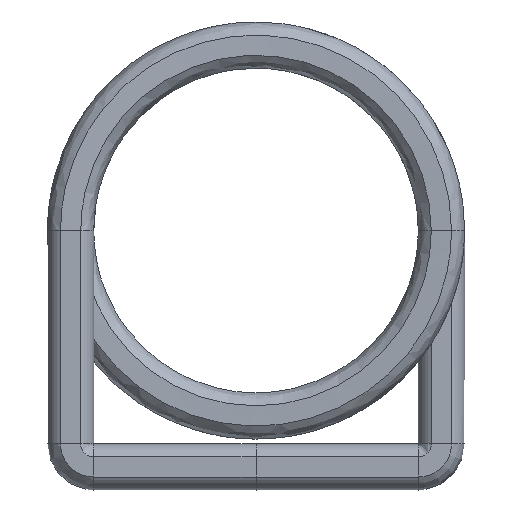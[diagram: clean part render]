
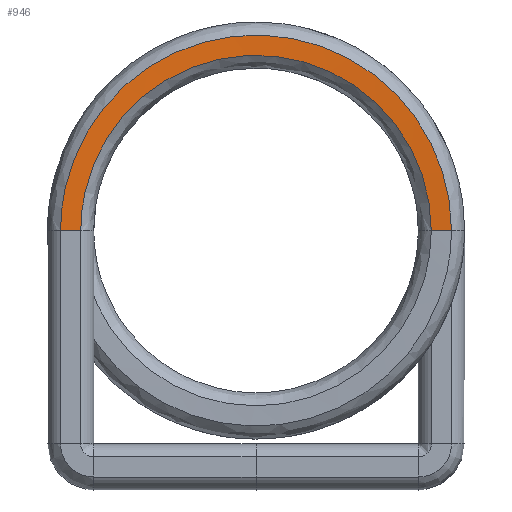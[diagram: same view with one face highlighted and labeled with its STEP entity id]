
A CAD part, left-side view. The second image highlights one B-rep face of the part: STEP entity #946.
In plain terms, the highlighted free-form (B-spline) face has degree [1, 8] with [2, 15] control points.
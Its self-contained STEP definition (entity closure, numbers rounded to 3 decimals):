
#83 = VERTEX_POINT('',#84);
#84 = CARTESIAN_POINT('',(-5.175,2.,2.8));
#134 = VERTEX_POINT('',#135);
#135 = CARTESIAN_POINT('',(-4.934,-2.109,
    2.8));
#145 = EDGE_CURVE('',#134,#146,#148,.T.);
#146 = VERTEX_POINT('',#147);
#147 = CARTESIAN_POINT('',(-5.175,2.109,2.8
    ));
#148 = ( BOUNDED_CURVE() B_SPLINE_CURVE(9,(#149,#150,#151,#152,#153,#154
    ,#155,#156,#157,#158,#159,#160,#161,#162,#163,#164,#165),
.UNSPECIFIED.,.F.,.F.) B_SPLINE_CURVE_WITH_KNOTS((10,7,10),(0.,
1.575,3.151),.UNSPECIFIED.) CURVE() 
GEOMETRIC_REPRESENTATION_ITEM() RATIONAL_B_SPLINE_CURVE((1.065,
    1.065,1.065,1.065,1.065,
    1.065,1.065,1.065,1.065,
    1.065,1.065,1.065,1.065,
    1.065,1.065,1.065,1.065)) 
REPRESENTATION_ITEM('') );
#149 = CARTESIAN_POINT('',(-4.934,-2.109,
    2.8));
#150 = CARTESIAN_POINT('',(-4.947,-2.109,
    3.168));
#151 = CARTESIAN_POINT('',(-4.96,-2.037,
    3.536));
#152 = CARTESIAN_POINT('',(-4.974,-1.892,3.888)
  );
#153 = CARTESIAN_POINT('',(-4.987,-1.68,4.207
    ));
#154 = CARTESIAN_POINT('',(-5.001,-1.407,
    4.48));
#155 = CARTESIAN_POINT('',(-5.014,-1.088,
    4.692));
#156 = CARTESIAN_POINT('',(-5.027,-0.736,
    4.837));
#157 = CARTESIAN_POINT('',(-5.054,0.,
    4.981));
#158 = CARTESIAN_POINT('',(-5.081,0.736,4.837
    ));
#159 = CARTESIAN_POINT('',(-5.095,1.088,4.692)
  );
#160 = CARTESIAN_POINT('',(-5.108,1.407,4.48
    ));
#161 = CARTESIAN_POINT('',(-5.121,1.68,4.207)
  );
#162 = CARTESIAN_POINT('',(-5.135,1.892,3.888)
  );
#163 = CARTESIAN_POINT('',(-5.148,2.037,3.536)
  );
#164 = CARTESIAN_POINT('',(-5.162,2.109,3.168
    ));
#165 = CARTESIAN_POINT('',(-5.175,2.109,2.8
    ));
#429 = VERTEX_POINT('',#430);
#430 = CARTESIAN_POINT('',(-5.175,1.891,2.8
    ));
#484 = EDGE_CURVE('',#83,#429,#485,.T.);
#485 = LINE('',#486,#487);
#486 = CARTESIAN_POINT('',(-5.175,2.109,2.8
    ));
#487 = VECTOR('',#488,1.);
#488 = DIRECTION('',(0.,-1.,
    0.));
#501 = EDGE_CURVE('',#146,#83,#502,.T.);
#502 = LINE('',#503,#504);
#503 = CARTESIAN_POINT('',(-5.175,2.109,2.8
    ));
#504 = VECTOR('',#505,1.);
#505 = DIRECTION('',(0.,-1.,
    0.));
#946 = ADVANCED_FACE('',(#947),#977,.F.);
#947 = FACE_BOUND('',#948,.F.);
#948 = EDGE_LOOP('',(#949,#950,#957,#975,#976));
#949 = ORIENTED_EDGE('',*,*,#145,.F.);
#950 = ORIENTED_EDGE('',*,*,#951,.T.);
#951 = EDGE_CURVE('',#134,#952,#954,.T.);
#952 = VERTEX_POINT('',#953);
#953 = CARTESIAN_POINT('',(-4.934,-1.891,2.8
    ));
#954 = B_SPLINE_CURVE_WITH_KNOTS('',1,(#955,#956),.UNSPECIFIED.,.F.,.F.,
  (2,2),(0.,0.218),.PIECEWISE_BEZIER_KNOTS.);
#955 = CARTESIAN_POINT('',(-4.934,-2.109,
    2.8));
#956 = CARTESIAN_POINT('',(-4.934,-1.891,2.8
    ));
#957 = ORIENTED_EDGE('',*,*,#958,.T.);
#958 = EDGE_CURVE('',#952,#429,#959,.T.);
#959 = B_SPLINE_CURVE_WITH_KNOTS('',8,(#960,#961,#962,#963,#964,#965,
    #966,#967,#968,#969,#970,#971,#972,#973,#974),.UNSPECIFIED.,.F.,.F.,
  (9,6,9),(0.,1.575,3.151),.UNSPECIFIED.);
#960 = CARTESIAN_POINT('',(-4.934,-1.891,2.8
    ));
#961 = CARTESIAN_POINT('',(-4.949,-1.891,
    3.171));
#962 = CARTESIAN_POINT('',(-4.964,-1.808,3.543));
#963 = CARTESIAN_POINT('',(-4.979,-1.641,
    3.892));
#964 = CARTESIAN_POINT('',(-4.994,-1.398,
    4.198));
#965 = CARTESIAN_POINT('',(-5.009,-1.092,
    4.441));
#966 = CARTESIAN_POINT('',(-5.024,-0.743,
    4.608));
#967 = CARTESIAN_POINT('',(-5.054,0.,
    4.774));
#968 = CARTESIAN_POINT('',(-5.084,0.743,4.608
    ));
#969 = CARTESIAN_POINT('',(-5.1,1.092,4.441
    ));
#970 = CARTESIAN_POINT('',(-5.115,1.398,4.198
    ));
#971 = CARTESIAN_POINT('',(-5.13,1.641,3.892
    ));
#972 = CARTESIAN_POINT('',(-5.145,1.808,3.543
    ));
#973 = CARTESIAN_POINT('',(-5.16,1.891,3.171
    ));
#974 = CARTESIAN_POINT('',(-5.175,1.891,2.8
    ));
#975 = ORIENTED_EDGE('',*,*,#484,.F.);
#976 = ORIENTED_EDGE('',*,*,#501,.F.);
#977 = B_SPLINE_SURFACE_WITH_KNOTS('',1,8,(
    (#978,#979,#980,#981,#982,#983,#984,#985,#986,#987,#988,#989,#990
      ,#991,#992)
    ,(#993,#994,#995,#996,#997,#998,#999,#1000,#1001,#1002,#1003,#1004
      ,#1005,#1006,#1007
    )),.UNSPECIFIED.,.F.,.F.,.F.,(2,2),(9,6,9),(0.,0.218),(0.,
    1.575,3.151),.UNSPECIFIED.);
#978 = CARTESIAN_POINT('',(-4.934,-2.109,
    2.8));
#979 = CARTESIAN_POINT('',(-4.949,-2.109,
    3.214));
#980 = CARTESIAN_POINT('',(-4.964,-2.016,
    3.628));
#981 = CARTESIAN_POINT('',(-4.979,-1.83,4.018)
  );
#982 = CARTESIAN_POINT('',(-4.994,-1.559,
    4.359));
#983 = CARTESIAN_POINT('',(-5.009,-1.218,
    4.63));
#984 = CARTESIAN_POINT('',(-5.024,-0.828,
    4.816));
#985 = CARTESIAN_POINT('',(-5.054,0.,
    5.002));
#986 = CARTESIAN_POINT('',(-5.084,0.828,4.816
    ));
#987 = CARTESIAN_POINT('',(-5.1,1.218,4.63
    ));
#988 = CARTESIAN_POINT('',(-5.115,1.559,4.359
    ));
#989 = CARTESIAN_POINT('',(-5.13,1.83,4.018)
  );
#990 = CARTESIAN_POINT('',(-5.145,2.016,3.628)
  );
#991 = CARTESIAN_POINT('',(-5.16,2.109,3.214
    ));
#992 = CARTESIAN_POINT('',(-5.175,2.109,2.8
    ));
#993 = CARTESIAN_POINT('',(-4.934,-1.891,2.8
    ));
#994 = CARTESIAN_POINT('',(-4.949,-1.891,
    3.171));
#995 = CARTESIAN_POINT('',(-4.964,-1.808,3.543));
#996 = CARTESIAN_POINT('',(-4.979,-1.641,
    3.892));
#997 = CARTESIAN_POINT('',(-4.994,-1.398,
    4.198));
#998 = CARTESIAN_POINT('',(-5.009,-1.092,
    4.441));
#999 = CARTESIAN_POINT('',(-5.024,-0.743,
    4.608));
#1000 = CARTESIAN_POINT('',(-5.054,0.,
    4.774));
#1001 = CARTESIAN_POINT('',(-5.084,0.743,
    4.608));
#1002 = CARTESIAN_POINT('',(-5.1,1.092,
    4.441));
#1003 = CARTESIAN_POINT('',(-5.115,1.398,
    4.198));
#1004 = CARTESIAN_POINT('',(-5.13,1.641,
    3.892));
#1005 = CARTESIAN_POINT('',(-5.145,1.808,
    3.543));
#1006 = CARTESIAN_POINT('',(-5.16,1.891,
    3.171));
#1007 = CARTESIAN_POINT('',(-5.175,1.891,
    2.8));
